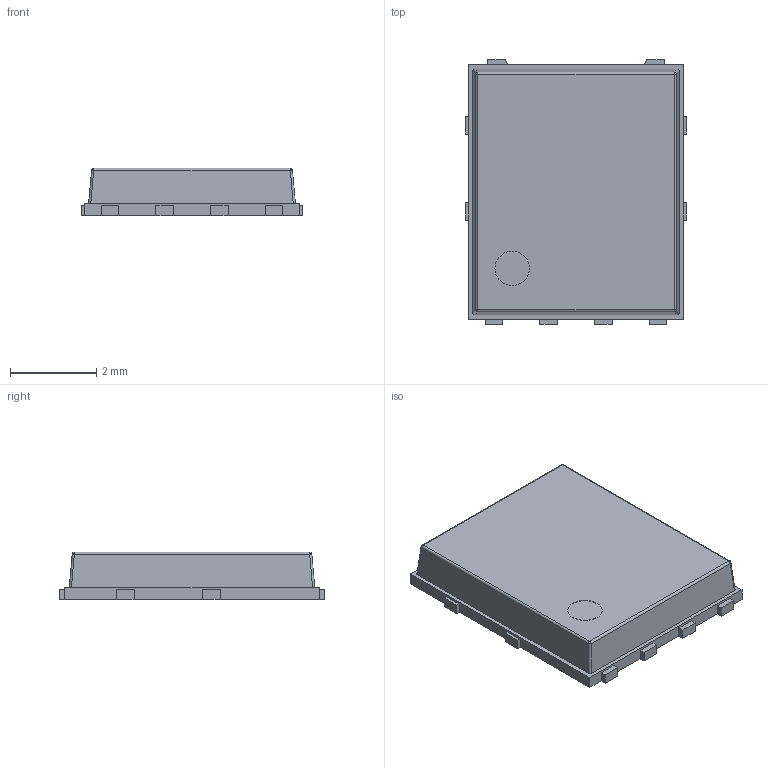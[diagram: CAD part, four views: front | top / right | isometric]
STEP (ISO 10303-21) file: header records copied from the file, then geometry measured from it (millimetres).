
FILE_DESCRIPTION(/* description */ (''),/* implementation_level */ '2;1');
FILE_NAME(/* name */ 'onsemi DFNW5 5x6 CASE 507BD.step',/* time_stamp */ '2025-08-26T22:10:45+01:00',/* author */ (''),/* organization */ (''),/* preprocessor_version */ 'ST-DEVELOPER v20.1',/* originating_system */ 'Autodesk Translation Framework v14.10.0.0',/* authorisation */ '');
FILE_SCHEMA (('AUTOMOTIVE_DESIGN { 1 0 10303 214 3 1 1 }'));
Length unit declared in the file: millimetre
Products named in the file (1): onsemi DFNW5 5x6 CASE 507BD
Bounding box: 5.15 x 6.15 x 1.11 mm (x, y, z)
Volume: 30.4 mm3; surface area: 81.9 mm2
Topology: 1 solids, 1 shells, 85 faces, 231 edges, 150 vertices
Faces by surface type: plane 72, cylinder 9, sphere 4
Full cylindrical faces by diameter (mm): 0.8 x1
Entity records: 2713 total; most frequent: CARTESIAN_POINT 467, ORIENTED_EDGE 462, DIRECTION 421, EDGE_CURVE 231, LINE 213, VECTOR 213, VERTEX_POINT 150, AXIS2_PLACEMENT_3D 104
